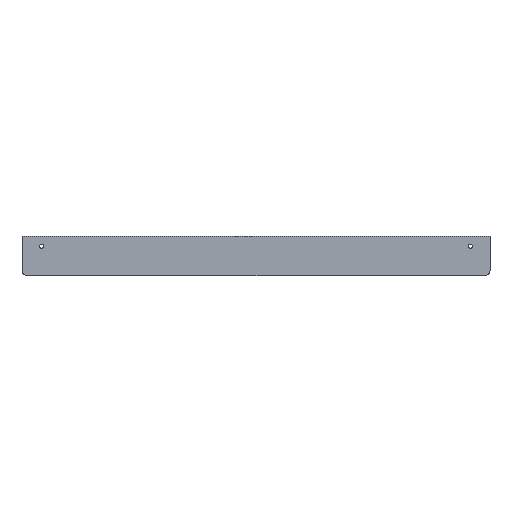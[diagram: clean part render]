
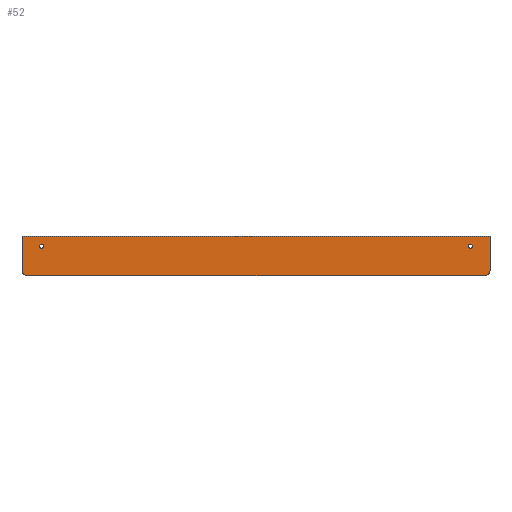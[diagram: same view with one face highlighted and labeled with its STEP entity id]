
A CAD part, top view. The second image highlights one B-rep face of the part: STEP entity #52.
In plain terms, the highlighted planar face has unit normal (0, 0, 1).
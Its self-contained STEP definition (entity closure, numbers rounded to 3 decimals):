
#52 = ADVANCED_FACE( '', ( #102, #103, #104 ), #105, .T. );
#102 = FACE_BOUND( '', #145, .T. );
#103 = FACE_BOUND( '', #146, .T. );
#104 = FACE_OUTER_BOUND( '', #147, .T. );
#105 = PLANE( '', #148 );
#145 = EDGE_LOOP( '', ( #223 ) );
#146 = EDGE_LOOP( '', ( #224 ) );
#147 = EDGE_LOOP( '', ( #225, #226, #227, #228, #229, #230 ) );
#148 = AXIS2_PLACEMENT_3D( '', #231, #232, #233 );
#223 = ORIENTED_EDGE( '', *, *, #264, .F. );
#224 = ORIENTED_EDGE( '', *, *, #235, .F. );
#225 = ORIENTED_EDGE( '', *, *, #249, .T. );
#226 = ORIENTED_EDGE( '', *, *, #238, .T. );
#227 = ORIENTED_EDGE( '', *, *, #259, .T. );
#228 = ORIENTED_EDGE( '', *, *, #262, .T. );
#229 = ORIENTED_EDGE( '', *, *, #252, .T. );
#230 = ORIENTED_EDGE( '', *, *, #243, .T. );
#231 = CARTESIAN_POINT( '', ( 0., 0., 1.905 ) );
#232 = DIRECTION( '', ( 0., 0., 1. ) );
#233 = DIRECTION( '', ( 1., 0., 0. ) );
#235 = EDGE_CURVE( '', #267, #267, #268, .T. );
#238 = EDGE_CURVE( '', #272, #273, #274, .T. );
#243 = EDGE_CURVE( '', #281, #282, #283, .T. );
#249 = EDGE_CURVE( '', #282, #272, #291, .T. );
#252 = EDGE_CURVE( '', #295, #281, #296, .T. );
#259 = EDGE_CURVE( '', #273, #305, #306, .T. );
#262 = EDGE_CURVE( '', #305, #295, #309, .T. );
#264 = EDGE_CURVE( '', #311, #311, #312, .T. );
#267 = VERTEX_POINT( '', #315 );
#268 = CIRCLE( '', #316, 2.553 );
#272 = VERTEX_POINT( '', #320 );
#273 = VERTEX_POINT( '', #321 );
#274 = CIRCLE( '', #322, 6.35 );
#281 = VERTEX_POINT( '', #331 );
#282 = VERTEX_POINT( '', #332 );
#283 = CIRCLE( '', #333, 6.35 );
#291 = LINE( '', #344, #345 );
#295 = VERTEX_POINT( '', #350 );
#296 = LINE( '', #351, #352 );
#305 = VERTEX_POINT( '', #364 );
#306 = LINE( '', #365, #366 );
#309 = LINE( '', #370, #371 );
#311 = VERTEX_POINT( '', #373 );
#312 = CIRCLE( '', #374, 2.553 );
#315 = CARTESIAN_POINT( '', ( 281.159, 12.7, 1.905 ) );
#316 = AXIS2_PLACEMENT_3D( '', #376, #377, #378 );
#320 = CARTESIAN_POINT( '', ( 297.656, -25.4, 1.905 ) );
#321 = CARTESIAN_POINT( '', ( 304.006, -19.05, 1.905 ) );
#322 = AXIS2_PLACEMENT_3D( '', #382, #383, #384 );
#331 = CARTESIAN_POINT( '', ( -304.006, -19.05, 1.905 ) );
#332 = CARTESIAN_POINT( '', ( -297.656, -25.4, 1.905 ) );
#333 = AXIS2_PLACEMENT_3D( '', #390, #391, #392 );
#344 = CARTESIAN_POINT( '', ( -304.006, -25.4, 1.905 ) );
#345 = VECTOR( '', #399, 1000. );
#350 = CARTESIAN_POINT( '', ( -304.006, 25.4, 1.905 ) );
#351 = CARTESIAN_POINT( '', ( -304.006, 25.4, 1.905 ) );
#352 = VECTOR( '', #401, 1000. );
#364 = CARTESIAN_POINT( '', ( 304.006, 25.4, 1.905 ) );
#365 = CARTESIAN_POINT( '', ( 304.006, -25.4, 1.905 ) );
#366 = VECTOR( '', #408, 1000. );
#370 = CARTESIAN_POINT( '', ( 304.006, 25.4, 1.905 ) );
#371 = VECTOR( '', #410, 1000. );
#373 = CARTESIAN_POINT( '', ( -276.054, 12.7, 1.905 ) );
#374 = AXIS2_PLACEMENT_3D( '', #411, #412, #413 );
#376 = CARTESIAN_POINT( '', ( 278.606, 12.7, 1.905 ) );
#377 = DIRECTION( '', ( 0., 0., 1. ) );
#378 = DIRECTION( '', ( 1., 0., 0. ) );
#382 = CARTESIAN_POINT( '', ( 297.656, -19.05, 1.905 ) );
#383 = DIRECTION( '', ( 0., 0., 1. ) );
#384 = DIRECTION( '', ( 1., 0., 0. ) );
#390 = CARTESIAN_POINT( '', ( -297.656, -19.05, 1.905 ) );
#391 = DIRECTION( '', ( 0., 0., 1. ) );
#392 = DIRECTION( '', ( 1., 0., 0. ) );
#399 = DIRECTION( '', ( 1., 0., 0. ) );
#401 = DIRECTION( '', ( 0., -1., 0. ) );
#408 = DIRECTION( '', ( 0., 1., 0. ) );
#410 = DIRECTION( '', ( -1., 0., 0. ) );
#411 = CARTESIAN_POINT( '', ( -278.606, 12.7, 1.905 ) );
#412 = DIRECTION( '', ( 0., 0., 1. ) );
#413 = DIRECTION( '', ( 1., 0., 0. ) );
